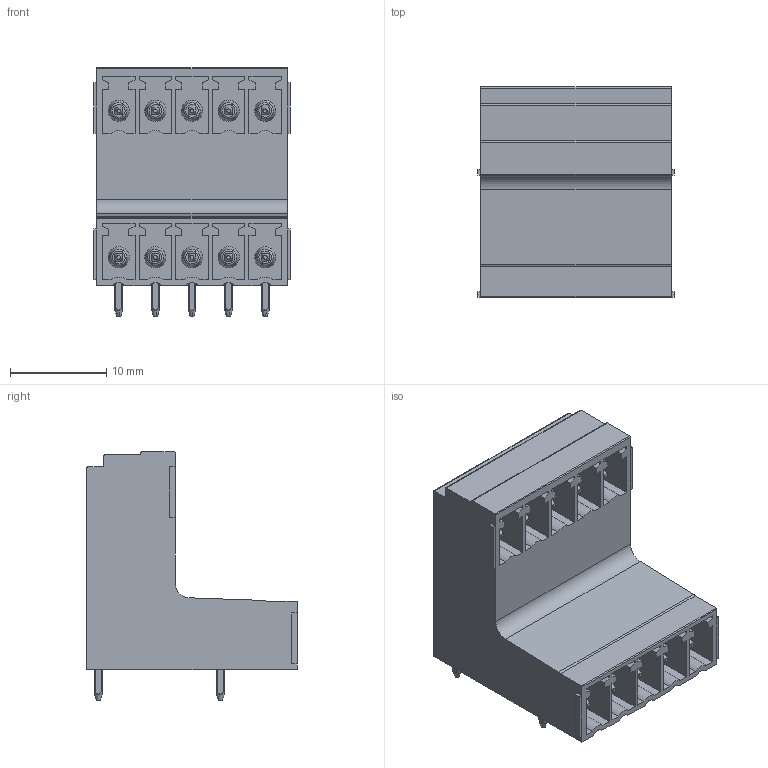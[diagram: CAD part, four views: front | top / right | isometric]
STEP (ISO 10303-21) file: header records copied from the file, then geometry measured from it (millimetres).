
FILE_DESCRIPTION(('CATIA V5 STEP Exchange','CAx-IF Rec.Pracs.--- Model Styling and Organization---1.4--- 2014-01-23'),'2;1');
FILE_NAME ('D1486172_0', '2021-05-18T13:57:03+00:00', ('none'), ('Weidmueller'), 'CATIA Version 5-6 Release 2016 SP3 HF44', 'CATIA V5 STEP AP214', 'none');
FILE_SCHEMA(('AUTOMOTIVE_DESIGN { 1 0 10303 214 1 1 1 1 }'));
Length unit declared in the file: millimetre
Products named in the file (1): 1032290000
Bounding box: 20.44 x 21.9 x 25.9 mm (x, y, z)
Volume: 4153.6 mm3; surface area: 5151.3 mm2
Topology: 11 solids, 11 shells, 676 faces, 1836 edges, 1202 vertices
Faces by surface type: plane 424, cylinder 172, cone 60, torus 20
Entity records: 21496 total; most frequent: CARTESIAN_POINT 5097, ORIENTED_EDGE 3672, DIRECTION 2495, EDGE_CURVE 1836, VECTOR 1282, LINE 1282, VERTEX_POINT 1202, AXIS2_PLACEMENT_3D 782
